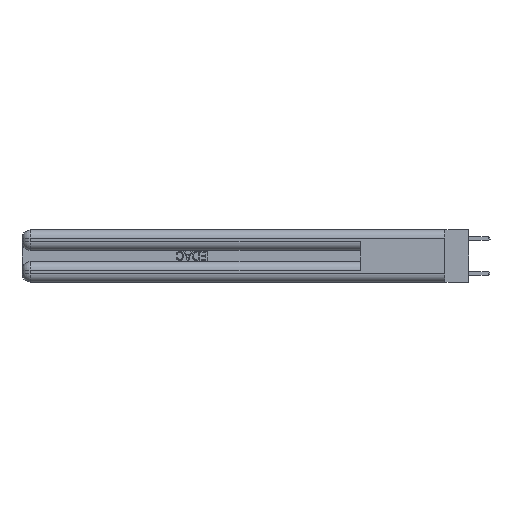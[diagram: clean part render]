
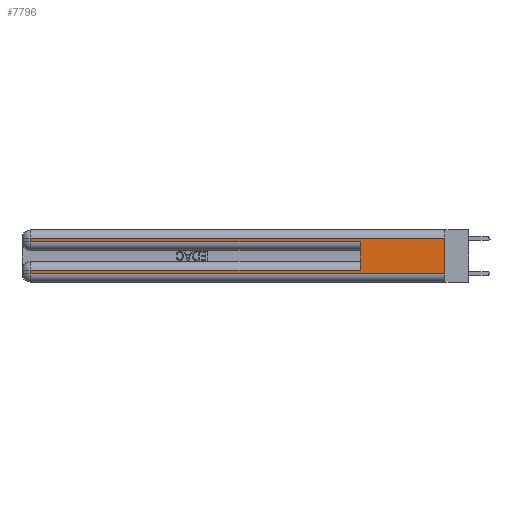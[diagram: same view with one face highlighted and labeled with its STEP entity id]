
A CAD part, left-side view. The second image highlights one B-rep face of the part: STEP entity #7796.
In plain terms, the highlighted planar face has unit normal (-1, 0, 0).
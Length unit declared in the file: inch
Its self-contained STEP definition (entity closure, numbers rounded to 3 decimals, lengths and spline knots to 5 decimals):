
#98 = ORIENTED_EDGE ( 'NONE', *, *, #9896, .T. ) ;
#210 = VECTOR ( 'NONE', #25141, 39.37008 ) ;
#1195 = VERTEX_POINT ( 'NONE', #32860 ) ;
#2437 = DIRECTION ( 'NONE',  ( 0., -1., 0. ) ) ;
#4477 = VECTOR ( 'NONE', #12437, 39.37008 ) ;
#4765 = DIRECTION ( 'NONE',  ( 0., 1., 0. ) ) ;
#4895 = DIRECTION ( 'NONE',  ( 0., 0., -1. ) ) ;
#5156 = LINE ( 'NONE', #20367, #18882 ) ;
#5318 = CARTESIAN_POINT ( 'NONE',  ( 0., 2.94, 0.31 ) ) ;
#6260 = CARTESIAN_POINT ( 'NONE',  ( 0., 0.6, 0.085 ) ) ;
#7114 = LINE ( 'NONE', #19974, #210 ) ;
#7796 = ADVANCED_FACE ( 'NONE', ( #20952 ), #25971, .F. ) ;
#8776 = EDGE_CURVE ( 'NONE', #1195, #11995, #7114, .T. ) ;
#9486 = ORIENTED_EDGE ( 'NONE', *, *, #9494, .T. ) ;
#9494 = EDGE_CURVE ( 'NONE', #20053, #20191, #31797, .T. ) ;
#9896 = EDGE_CURVE ( 'NONE', #13029, #1195, #27062, .T. ) ;
#10164 = CARTESIAN_POINT ( 'NONE',  ( 0., 0., 0.285 ) ) ;
#10445 = LINE ( 'NONE', #22850, #17301 ) ;
#10469 = ORIENTED_EDGE ( 'NONE', *, *, #14547, .T. ) ;
#11029 = VECTOR ( 'NONE', #2437, 39.37008 ) ;
#11137 = LINE ( 'NONE', #23607, #21602 ) ;
#11138 = DIRECTION ( 'NONE',  ( 0., 0., -1. ) ) ;
#11648 = CARTESIAN_POINT ( 'NONE',  ( 0., 0., 0.31 ) ) ;
#11995 = VERTEX_POINT ( 'NONE', #32501 ) ;
#12117 = ORIENTED_EDGE ( 'NONE', *, *, #12155, .F. ) ;
#12155 = EDGE_CURVE ( 'NONE', #25469, #11995, #5156, .T. ) ;
#12437 = DIRECTION ( 'NONE',  ( 0., 0., -1. ) ) ;
#13029 = VERTEX_POINT ( 'NONE', #16166 ) ;
#13479 = ORIENTED_EDGE ( 'NONE', *, *, #23718, .T. ) ;
#13703 = VERTEX_POINT ( 'NONE', #6260 ) ;
#14547 = EDGE_CURVE ( 'NONE', #25469, #20053, #16335, .T. ) ;
#15225 = CARTESIAN_POINT ( 'NONE',  ( 0., 0.6, 0.285 ) ) ;
#15378 = EDGE_CURVE ( 'NONE', #20191, #19906, #25527, .T. ) ;
#15775 = DIRECTION ( 'NONE',  ( 0., 0., -1. ) ) ;
#15965 = ORIENTED_EDGE ( 'NONE', *, *, #15378, .T. ) ;
#16166 = CARTESIAN_POINT ( 'NONE',  ( 0., 2.94, 0.085 ) ) ;
#16335 = LINE ( 'NONE', #30221, #29198 ) ;
#17301 = VECTOR ( 'NONE', #4765, 39.37008 ) ;
#18409 = DIRECTION ( 'NONE',  ( 0., 0., 1. ) ) ;
#18882 = VECTOR ( 'NONE', #4895, 39.37008 ) ;
#19381 = ORIENTED_EDGE ( 'NONE', *, *, #8776, .T. ) ;
#19906 = VERTEX_POINT ( 'NONE', #15225 ) ;
#19974 = CARTESIAN_POINT ( 'NONE',  ( 0., 0., 0.06 ) ) ;
#20053 = VERTEX_POINT ( 'NONE', #5318 ) ;
#20191 = VERTEX_POINT ( 'NONE', #28988 ) ;
#20367 = CARTESIAN_POINT ( 'NONE',  ( 0., 0., 0.37 ) ) ;
#20900 = ORIENTED_EDGE ( 'NONE', *, *, #30570, .F. ) ;
#20952 = FACE_OUTER_BOUND ( 'NONE', #23169, .T. ) ;
#21015 = AXIS2_PLACEMENT_3D ( 'NONE', #28550, #31093, #15775 ) ;
#21602 = VECTOR ( 'NONE', #18409, 39.37008 ) ;
#22516 = DIRECTION ( 'NONE',  ( 0., 1., 0. ) ) ;
#22850 = CARTESIAN_POINT ( 'NONE',  ( 0., 0., 0.085 ) ) ;
#23169 = EDGE_LOOP ( 'NONE', ( #12117, #10469, #9486, #15965, #20900, #13479, #98, #19381 ) ) ;
#23607 = CARTESIAN_POINT ( 'NONE',  ( 0., 0.6, 0.145 ) ) ;
#23718 = EDGE_CURVE ( 'NONE', #13703, #13029, #10445, .T. ) ;
#25141 = DIRECTION ( 'NONE',  ( 0., -1., 0. ) ) ;
#25469 = VERTEX_POINT ( 'NONE', #11648 ) ;
#25527 = LINE ( 'NONE', #10164, #11029 ) ;
#25971 = PLANE ( 'NONE',  #21015 ) ;
#26272 = VECTOR ( 'NONE', #11138, 39.37008 ) ;
#26518 = CARTESIAN_POINT ( 'NONE',  ( 0., 2.94, 0.37 ) ) ;
#27062 = LINE ( 'NONE', #26518, #26272 ) ;
#27792 = CARTESIAN_POINT ( 'NONE',  ( 0., 2.94, 0.37 ) ) ;
#28550 = CARTESIAN_POINT ( 'NONE',  ( 0., 0., 0.37 ) ) ;
#28988 = CARTESIAN_POINT ( 'NONE',  ( 0., 2.94, 0.285 ) ) ;
#29198 = VECTOR ( 'NONE', #22516, 39.37008 ) ;
#30221 = CARTESIAN_POINT ( 'NONE',  ( 0., 0., 0.31 ) ) ;
#30570 = EDGE_CURVE ( 'NONE', #13703, #19906, #11137, .T. ) ;
#31093 = DIRECTION ( 'NONE',  ( 1., 0., 0. ) ) ;
#31797 = LINE ( 'NONE', #27792, #4477 ) ;
#32501 = CARTESIAN_POINT ( 'NONE',  ( 0., 0., 0.06 ) ) ;
#32860 = CARTESIAN_POINT ( 'NONE',  ( 0., 2.94, 0.06 ) ) ;
